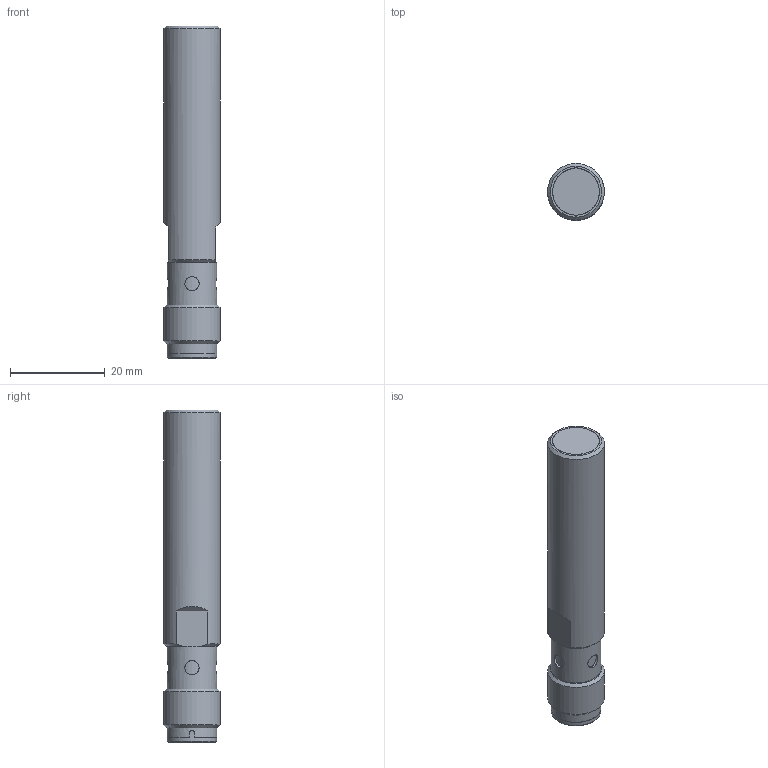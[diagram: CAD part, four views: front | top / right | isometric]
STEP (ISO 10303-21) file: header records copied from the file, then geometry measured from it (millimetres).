
FILE_DESCRIPTION(/* description */ (''),/* implementation_level */ '2;1');
FILE_NAME(/* name */ 'icb12_flush_connector_50mm_asm.stp',/* time_stamp */ '2015-05-07T14:45:22+02:00',/* author */ ('ddecol'),/* organization */ (''),/* preprocessor_version */ 'ST-DEVELOPER v15.6',/* originating_system */ 'Autodesk Inventor 2015',/* authorisation */ '');
FILE_SCHEMA (('AUTOMOTIVE_DESIGN { 1 0 10303 214 3 1 1 }'));
Length unit declared in the file: millimetre
Products named in the file (1): icb12_flush_connector_50mm_asm
Bounding box: 12 x 12 x 70.2 mm (x, y, z)
Surface area: 6649.7 mm2 (no closed solid volume)
Topology: 0 solids, 10 shells, 42 faces, 228 edges, 182 vertices
Faces by surface type: cylinder 19, plane 11, cone 5, sphere 4, torus 2, bspline 1
Full cylindrical faces by diameter (mm): 1 x4, 3 x4, 9.5 x2, 10.5 x3, 12 x2
Entity records: 2865 total; most frequent: CARTESIAN_POINT 1331, DIRECTION 296, ORIENTED_EDGE 229, EDGE_CURVE 178, VERTEX_POINT 158, AXIS2_PLACEMENT_3D 124, EDGE_LOOP 76, CIRCLE 72
